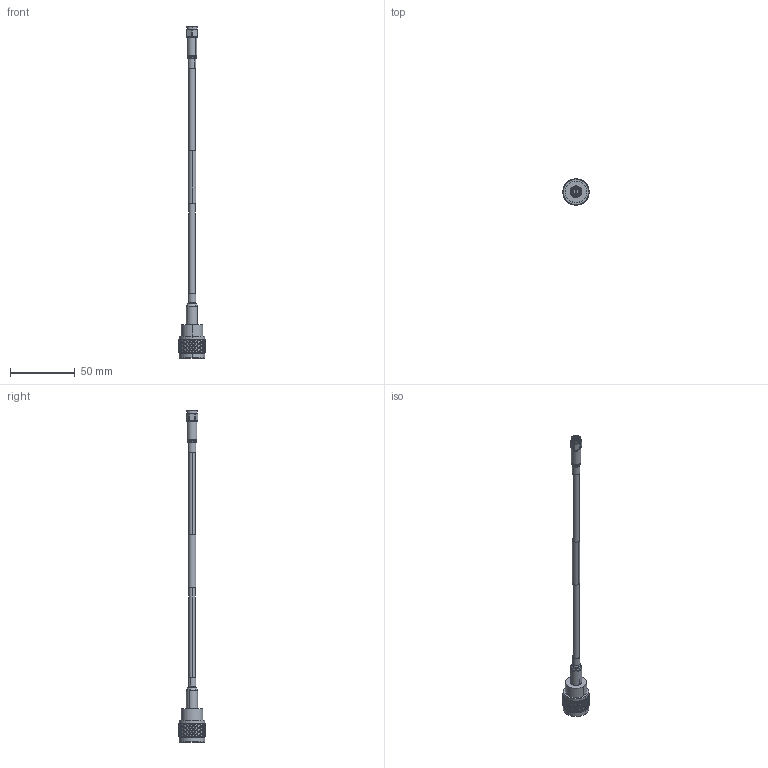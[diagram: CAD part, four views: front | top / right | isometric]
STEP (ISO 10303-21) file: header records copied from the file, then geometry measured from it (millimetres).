
FILE_DESCRIPTION (( 'STEP AP214' ), '1' );
FILE_NAME ('FMC01409_3D.step', '2024-01-26T20:58:08', ( '' ), ( '' ), 'SwSTEP 2.0', 'SolidWorks 2022', '' );
FILE_SCHEMA (( 'AUTOMOTIVE_DESIGN' ));
Length unit declared in the file: inch
Products named in the file (10): SC7050-MA3_SC7050 -RG223; SC7050_SC7050 -RG223; SC7059-MA2; SC9107; FMC01409_3D; HeatShrink_SC7050_4; HeatShrink_SC7050; RG400_U_cable; 1AW01-003_.230 ID X 1" long; SC7050-MA1
Assembly tree (9 placements, depth 3):
  FMC01409_3D
    1AW01-003_.230 ID X 1" long
    RG400_U_cable
    HeatShrink_SC7050
    SC7050_SC7050 -RG223
      SC7050-MA1
      SC7059-MA2
      SC7050-MA3_SC7050 -RG223
    SC9107
    HeatShrink_SC7050_4
Bounding box: 20.32 x 20.32 x 256.69 mm (x, y, z)
Volume: 10963.7 mm3; surface area: 12492.2 mm2
Topology: 8 solids, 8 shells, 2466 faces, 5239 edges, 2807 vertices
Faces by surface type: bspline 1795, cylinder 546, cone 65, plane 42, torus 18
Entity records: 94772 total; most frequent: CARTESIAN_POINT 61177, ORIENTED_EDGE 10478, EDGE_CURVE 5239, VERTEX_POINT 2807, EDGE_LOOP 2496, FACE_OUTER_BOUND 2466, ADVANCED_FACE 2466, DIRECTION 2392
